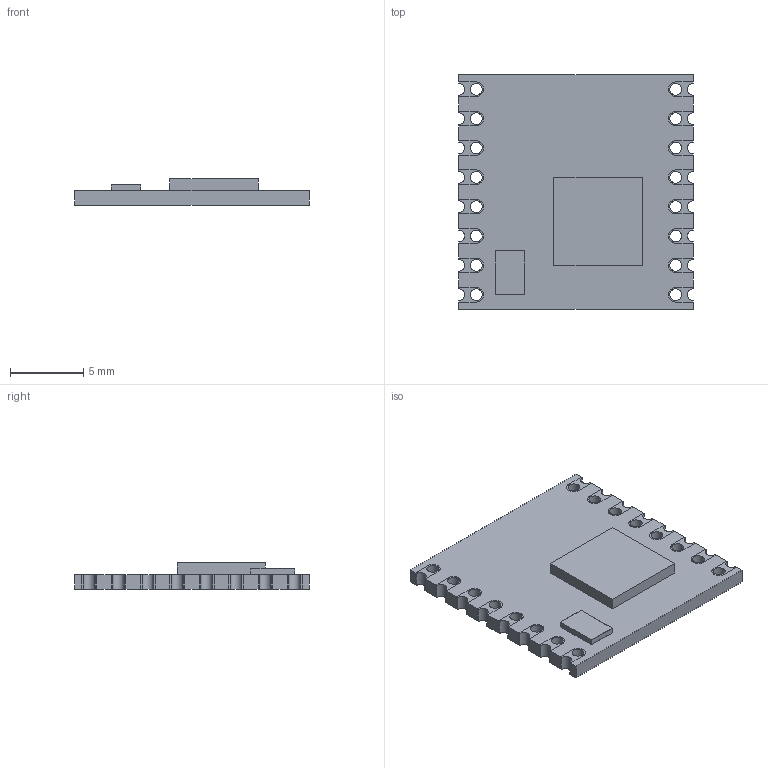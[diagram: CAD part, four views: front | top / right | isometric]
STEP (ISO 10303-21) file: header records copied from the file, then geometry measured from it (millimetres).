
FILE_DESCRIPTION(('FreeCAD Model'),'2;1');
FILE_NAME('Module.step','2016-11-01T22:29:55',( 'Author'),(''),'Open CASCADE STEP processor 6.8','FreeCAD','Unknown' );
FILE_SCHEMA(('AUTOMOTIVE_DESIGN_CC2 { 1 2 10303 214 -1 1 5 4 }'));
Length unit declared in the file: millimetre
Products named in the file (2): ASSEMBLY; Module
Assembly tree (1 placements, depth 2):
  ASSEMBLY
    Module
Bounding box: 16 x 16 x 1.8 mm (x, y, z)
Volume: 275.1 mm3; surface area: 622.7 mm2
Topology: 1 solids, 1 shells, 180 faces, 544 edges, 328 vertices
Faces by surface type: plane 128, cylinder 44, sphere 8
Full cylindrical faces by diameter (mm): 0.8 x16
Entity records: 14273 total; most frequent: CARTESIAN_POINT 2150, DIRECTION 2124, LINE 1200, VECTOR 1200, ORIENTED_EDGE 1072, PCURVE 1072, DEFINITIONAL_REPRESENTATION 1072, EDGE_CURVE 536
